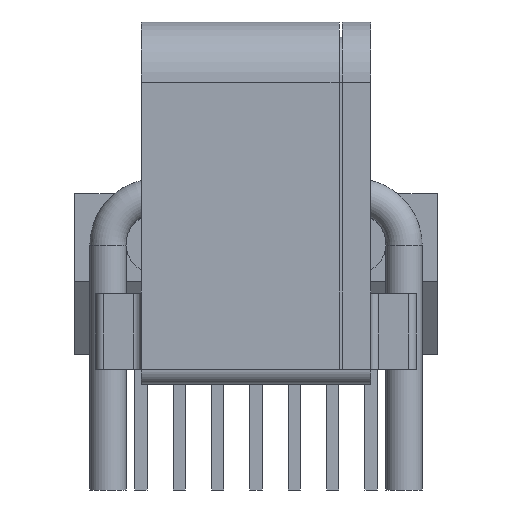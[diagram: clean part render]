
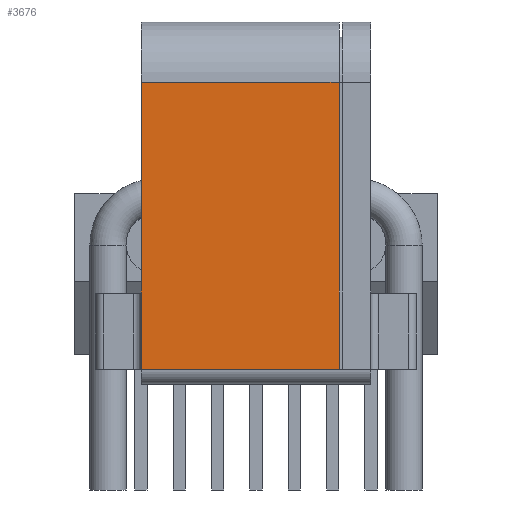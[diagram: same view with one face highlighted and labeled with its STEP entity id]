
A CAD part, front view. The second image highlights one B-rep face of the part: STEP entity #3676.
In plain terms, the highlighted planar face has unit normal (0, -1, 0).
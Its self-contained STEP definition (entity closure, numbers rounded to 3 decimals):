
#13=DIRECTION('',(0.,0.,1.));
#36=DEFINITIONAL_REPRESENTATION('',(#37),#41);
#37=LINE('',#38,#39);
#38=CARTESIAN_POINT('',(0.,0.));
#39=VECTOR('',#40,1.);
#40=DIRECTION('',(0.,-1.));
#41=( GEOMETRIC_REPRESENTATION_CONTEXT(2) PARAMETRIC_REPRESENTATION_CONTEXT() REPRESENTATION_CONTEXT('2D SPACE',''  ) );
#46=DIRECTION('',(0.,0.,-1.));
#60=DIRECTION('',(1.,0.,0.));
#117=VECTOR('',#118,1.);
#118=DIRECTION('',(0.,0.,-1.));
#128=CARTESIAN_POINT('',(0.,0.));
#129=VECTOR('',#130,1.);
#130=DIRECTION('',(-1.,0.));
#307=DIRECTION('',(0.,-1.,0.));
#892=PLANE('',#893);
#893=AXIS2_PLACEMENT_3D('',#894,#60,#13);
#894=CARTESIAN_POINT('',(6.56,-6.24,12.));
#1358=VECTOR('',#1359,1.);
#1359=DIRECTION('',(-1.,0.,0.));
#1368=DIRECTION('',(1.,0.,0.));
#1369=DIRECTION('',(0.,-1.,0.));
#1405=CARTESIAN_POINT('',(0.,0.));
#1512=DIRECTION('',(0.,0.,-1.));
#1513=DIRECTION('',(0.,1.,0.));
#1519=VERTEX_POINT('',#1520);
#1520=CARTESIAN_POINT('',(6.56,-23.94,10.));
#1528=CARTESIAN_POINT('',(-2.,17.7));
#1535=CYLINDRICAL_SURFACE('',#1536,2.);
#1536=AXIS2_PLACEMENT_3D('',#1537,#1368,#1369);
#1537=CARTESIAN_POINT('',(7.61,-21.94,10.));
#1539=EDGE_CURVE('',#1519,#1540,#1542,.T.);
#1540=VERTEX_POINT('',#1541);
#1541=CARTESIAN_POINT('',(6.56,-23.94,0.5));
#1542=SURFACE_CURVE('',#1543,(#1544,#1547),.PCURVE_S1.);
#1543=LINE('',#1520,#117);
#1544=PCURVE('',#892,#1545);
#1545=DEFINITIONAL_REPRESENTATION('',(#1546),#41);
#1546=LINE('',#1528,#129);
#1547=PCURVE('',#1548,#1551);
#1548=PLANE('',#1549);
#1549=AXIS2_PLACEMENT_3D('',#1550,#307,#46);
#1550=CARTESIAN_POINT('',(7.61,-23.94,10.));
#1551=DEFINITIONAL_REPRESENTATION('',(#1552),#41);
#1552=LINE('',#1553,#1554);
#1553=CARTESIAN_POINT('',(0.,-1.05));
#1554=VECTOR('',#1555,1.);
#1555=DIRECTION('',(1.,0.));
#1567=PLANE('',#1568);
#1568=AXIS2_PLACEMENT_3D('',#1569,#1512,#1513);
#1569=CARTESIAN_POINT('',(7.61,-23.94,0.5));
#3273=PLANE('',#3274);
#3274=AXIS2_PLACEMENT_3D('',#3275,#60,#13);
#3275=CARTESIAN_POINT('',(0.01,-2.922,6.718));
#3320=VECTOR('',#3321,1.);
#3321=DIRECTION('',(-1.,0.));
#3341=VECTOR('',#3342,1.);
#3342=DIRECTION('',(0.,-1.));
#3376=VECTOR('',#3377,1.);
#3377=DIRECTION('',(0.,-1.));
#3390=DEFINITIONAL_REPRESENTATION('',(#3391),#41);
#3391=LINE('',#3392,#1554);
#3392=CARTESIAN_POINT('',(0.,-7.6));
#3635=SURFACE_CURVE('',#3636,(#3637,#3640),.PCURVE_S1.);
#3636=LINE('',#1569,#1358);
#3637=PCURVE('',#1567,#3638);
#3638=DEFINITIONAL_REPRESENTATION('',(#3639),#41);
#3639=LINE('',#1405,#3341);
#3640=PCURVE('',#1548,#3641);
#3641=DEFINITIONAL_REPRESENTATION('',(#3642),#41);
#3642=LINE('',#3643,#3376);
#3643=CARTESIAN_POINT('',(9.5,0.));
#3646=EDGE_CURVE('',#1540,#3647,#3635,.T.);
#3647=VERTEX_POINT('',#3648);
#3648=CARTESIAN_POINT('',(0.01,-23.94,0.5));
#3676=ADVANCED_FACE('',(#3677),#1548,.T.);
#3677=FACE_BOUND('',#3678,.T.);
#3678=EDGE_LOOP('',(#3679,#3680,#3690,#3700));
#3679=ORIENTED_EDGE('',*,*,#1539,.F.);
#3680=ORIENTED_EDGE('',*,*,#3681,.T.);
#3681=EDGE_CURVE('',#1519,#3682,#3684,.T.);
#3682=VERTEX_POINT('',#3683);
#3683=CARTESIAN_POINT('',(0.01,-23.94,10.));
#3684=SURFACE_CURVE('',#3685,(#3686,#3689),.PCURVE_S1.);
#3685=LINE('',#1550,#1358);
#3686=PCURVE('',#1548,#3687);
#3687=DEFINITIONAL_REPRESENTATION('',(#3688),#41);
#3688=LINE('',#128,#3376);
#3689=PCURVE('',#1535,#36);
#3690=ORIENTED_EDGE('',*,*,#3691,.T.);
#3691=EDGE_CURVE('',#3682,#3647,#3692,.T.);
#3692=SURFACE_CURVE('',#3693,(#3695,#3696),.PCURVE_S1.);
#3693=LINE('',#3694,#117);
#3694=CARTESIAN_POINT('',(0.01,-23.94,10.));
#3695=PCURVE('',#1548,#3390);
#3696=PCURVE('',#3273,#3697);
#3697=DEFINITIONAL_REPRESENTATION('',(#3698),#41);
#3698=LINE('',#3699,#3320);
#3699=CARTESIAN_POINT('',(3.282,21.018));
#3700=ORIENTED_EDGE('',*,*,#3646,.F.);
